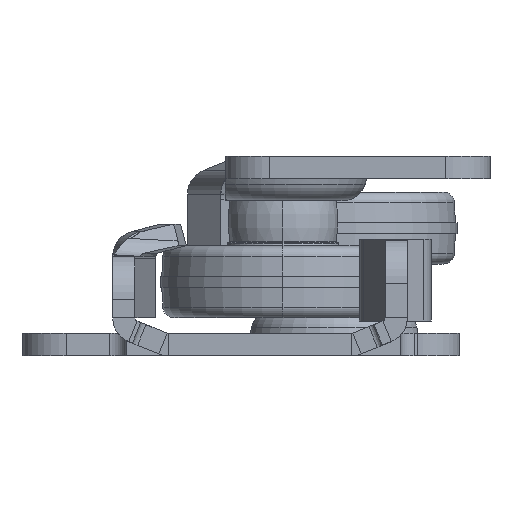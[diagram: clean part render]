
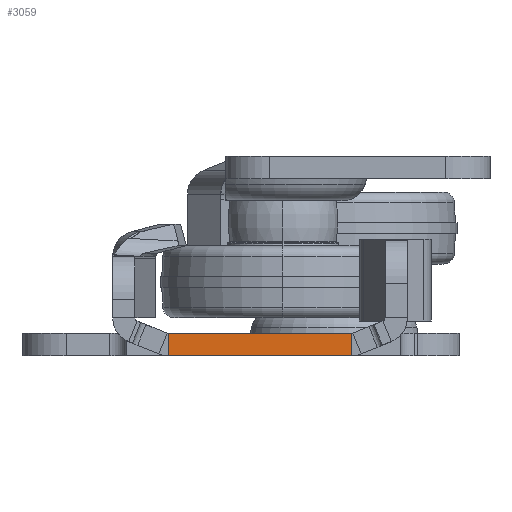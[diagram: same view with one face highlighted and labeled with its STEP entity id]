
A CAD part, left-side view. The second image highlights one B-rep face of the part: STEP entity #3059.
In plain terms, the highlighted planar face has unit normal (-1, 0, 0).
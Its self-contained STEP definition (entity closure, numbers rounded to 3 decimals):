
#143 = EDGE_CURVE ( 'NONE', #12168, #15174, #6361, .T. ) ;
#246 = LINE ( 'NONE', #14533, #5214 ) ;
#934 = DIRECTION ( 'NONE',  ( 0., 0., 1. ) ) ;
#1538 = DIRECTION ( 'NONE',  ( 0., 1., 0. ) ) ;
#2393 = CARTESIAN_POINT ( 'NONE',  ( -499.5, 7.022, 2. ) ) ;
#3059 = ADVANCED_FACE ( 'NONE', ( #9155 ), #14062, .T. ) ;
#3257 = VERTEX_POINT ( 'NONE', #14576 ) ;
#3621 = CARTESIAN_POINT ( 'NONE',  ( -499.5, -9.522, 2. ) ) ;
#4045 = ORIENTED_EDGE ( 'NONE', *, *, #143, .F. ) ;
#4825 = VECTOR ( 'NONE', #11714, 1000. ) ;
#5214 = VECTOR ( 'NONE', #1538, 1000. ) ;
#5642 = EDGE_LOOP ( 'NONE', ( #4045, #10652, #11689, #12225 ) ) ;
#5646 = AXIS2_PLACEMENT_3D ( 'NONE', #15448, #11747, #8994 ) ;
#6361 = LINE ( 'NONE', #3621, #11921 ) ;
#6444 = CARTESIAN_POINT ( 'NONE',  ( -499.5, -21.25, 0. ) ) ;
#6907 = VECTOR ( 'NONE', #934, 1000. ) ;
#7576 = CARTESIAN_POINT ( 'NONE',  ( -499.5, 7.022, 0. ) ) ;
#8994 = DIRECTION ( 'NONE',  ( 0., 1., 0. ) ) ;
#9043 = LINE ( 'NONE', #6444, #4825 ) ;
#9155 = FACE_OUTER_BOUND ( 'NONE', #5642, .T. ) ;
#9734 = CARTESIAN_POINT ( 'NONE',  ( -499.5, -9.522, 0. ) ) ;
#10652 = ORIENTED_EDGE ( 'NONE', *, *, #11005, .T. ) ;
#11005 = EDGE_CURVE ( 'NONE', #12168, #3257, #246, .T. ) ;
#11689 = ORIENTED_EDGE ( 'NONE', *, *, #12300, .F. ) ;
#11714 = DIRECTION ( 'NONE',  ( 0., 1., 0. ) ) ;
#11747 = DIRECTION ( 'NONE',  ( -1., 0., 0. ) ) ;
#11921 = VECTOR ( 'NONE', #12835, 1000. ) ;
#12168 = VERTEX_POINT ( 'NONE', #13582 ) ;
#12225 = ORIENTED_EDGE ( 'NONE', *, *, #14446, .F. ) ;
#12300 = EDGE_CURVE ( 'NONE', #16457, #3257, #16681, .T. ) ;
#12835 = DIRECTION ( 'NONE',  ( 0., 0., -1. ) ) ;
#13582 = CARTESIAN_POINT ( 'NONE',  ( -499.5, -9.522, 2. ) ) ;
#14062 = PLANE ( 'NONE',  #5646 ) ;
#14446 = EDGE_CURVE ( 'NONE', #15174, #16457, #9043, .T. ) ;
#14533 = CARTESIAN_POINT ( 'NONE',  ( -499.5, -11.5, 2. ) ) ;
#14576 = CARTESIAN_POINT ( 'NONE',  ( -499.5, 7.022, 2. ) ) ;
#15174 = VERTEX_POINT ( 'NONE', #9734 ) ;
#15448 = CARTESIAN_POINT ( 'NONE',  ( -499.5, -11.5, 2. ) ) ;
#16457 = VERTEX_POINT ( 'NONE', #7576 ) ;
#16681 = LINE ( 'NONE', #2393, #6907 ) ;
